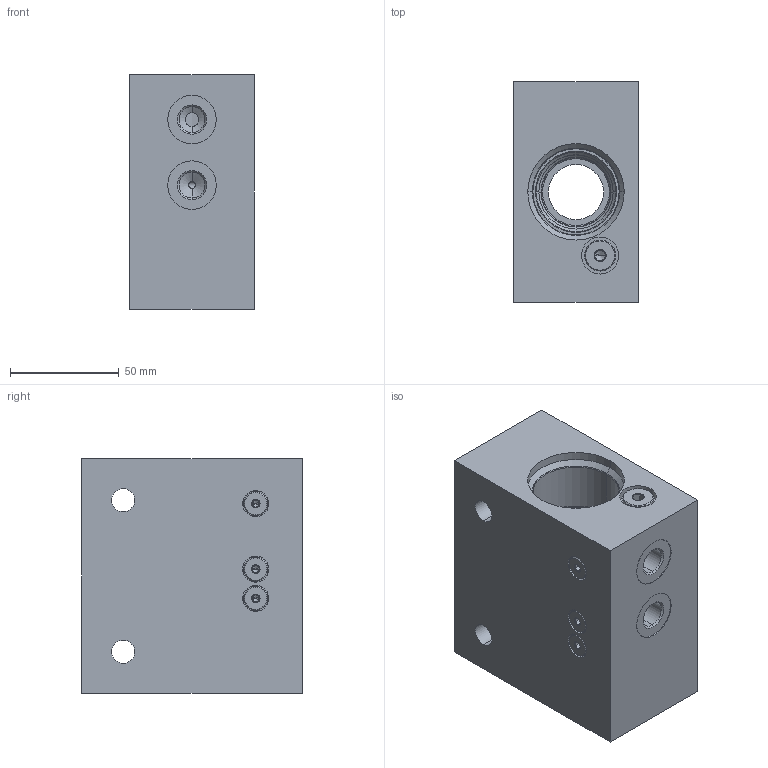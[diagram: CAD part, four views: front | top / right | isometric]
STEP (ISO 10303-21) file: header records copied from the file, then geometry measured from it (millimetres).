
FILE_DESCRIPTION((''),'2;1');
FILE_NAME('HGY_ASM','2020-04-02T',('ProEService'),(''),'PRO/ENGINEER BY PARAMETRIC TECHNOLOGY CORPORATION, 2014200','PRO/ENGINEER BY PARAMETRIC TECHNOLOGY CORPORATION, 2014200','');
FILE_SCHEMA(('CONFIG_CONTROL_DESIGN'));
Length unit declared in the file: inch
Products named in the file (5): 150-693-009; A330-006-004; CSZNXXN; A330-006-002; HGY_ASM
Assembly tree (6 placements, depth 2):
  HGY_ASM
    150-693-009
    A330-006-004
    CSZNXXN
    A330-006-002  x3
Bounding box: 57.15 x 101.6 x 107.95 mm (x, y, z)
Volume: 452937.6 mm3; surface area: 72084.4 mm2
Topology: 10 solids, 10 shells, 455 faces, 1220 edges, 900 vertices
Faces by surface type: cylinder 155, cone 127, plane 99, torus 62, revolution 8, sphere 4
Entity records: 13611 total; most frequent: CARTESIAN_POINT 3982, DIRECTION 2150, ORIENTED_EDGE 1632, EDGE_CURVE 816, AXIS2_PLACEMENT_3D 812, VECTOR 518, LINE 518, VERTEX_POINT 468
